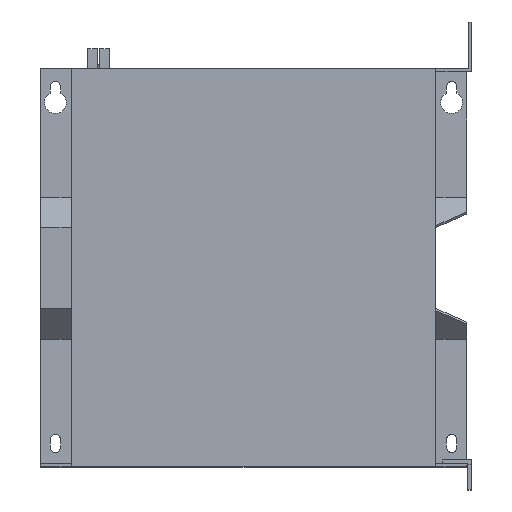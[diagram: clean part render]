
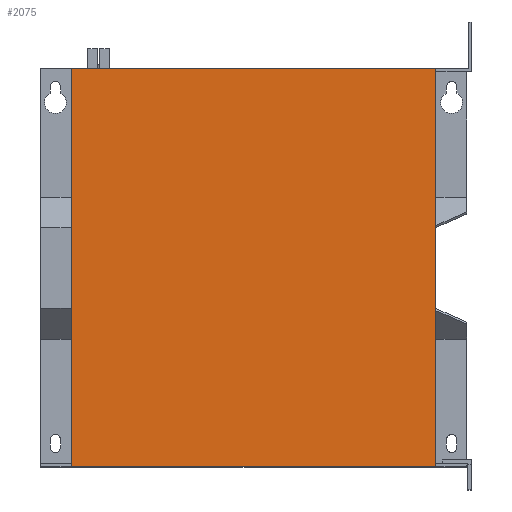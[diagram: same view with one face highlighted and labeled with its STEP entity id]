
A CAD part, top view. The second image highlights one B-rep face of the part: STEP entity #2075.
In plain terms, the highlighted planar face has unit normal (0, 0, 1).
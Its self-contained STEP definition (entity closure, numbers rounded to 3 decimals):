
#146 = CARTESIAN_POINT ( 'NONE',  ( -92., -100.5, 60.25 ) ) ;
#242 = VERTEX_POINT ( 'NONE', #1917 ) ;
#277 = VERTEX_POINT ( 'NONE', #3697 ) ;
#319 = CARTESIAN_POINT ( 'NONE',  ( 92., -100.5, 60.25 ) ) ;
#439 = PLANE ( 'NONE',  #4119 ) ;
#487 = DIRECTION ( 'NONE',  ( 0., -1., 0. ) ) ;
#735 = VECTOR ( 'NONE', #487, 1000. ) ;
#872 = ORIENTED_EDGE ( 'NONE', *, *, #2898, .T. ) ;
#1462 = DIRECTION ( 'NONE',  ( 0., -1., 0. ) ) ;
#1689 = ORIENTED_EDGE ( 'NONE', *, *, #3395, .T. ) ;
#1691 = LINE ( 'NONE', #4002, #2068 ) ;
#1799 = CARTESIAN_POINT ( 'NONE',  ( 92., 100.5, 60.25 ) ) ;
#1874 = EDGE_CURVE ( 'NONE', #7120, #3240, #7050, .T. ) ;
#1898 = DIRECTION ( 'NONE',  ( -1., 0., 0. ) ) ;
#1917 = CARTESIAN_POINT ( 'NONE',  ( -92., 100.5, 60.25 ) ) ;
#2068 = VECTOR ( 'NONE', #1462, 1000. ) ;
#2075 = ADVANCED_FACE ( 'NONE', ( #3243 ), #439, .F. ) ;
#2220 = EDGE_CURVE ( 'NONE', #277, #7120, #5856, .T. ) ;
#2898 = EDGE_CURVE ( 'NONE', #277, #242, #3191, .T. ) ;
#3015 = VECTOR ( 'NONE', #1898, 1000. ) ;
#3191 = LINE ( 'NONE', #1799, #3015 ) ;
#3240 = VERTEX_POINT ( 'NONE', #146 ) ;
#3243 = FACE_OUTER_BOUND ( 'NONE', #6095, .T. ) ;
#3395 = EDGE_CURVE ( 'NONE', #242, #3240, #1691, .T. ) ;
#3697 = CARTESIAN_POINT ( 'NONE',  ( 92., 100.5, 60.25 ) ) ;
#4002 = CARTESIAN_POINT ( 'NONE',  ( -92., 100.5, 60.25 ) ) ;
#4119 = AXIS2_PLACEMENT_3D ( 'NONE', #5034, #6282, #5713 ) ;
#5034 = CARTESIAN_POINT ( 'NONE',  ( 92., 100.5, 60.25 ) ) ;
#5103 = VECTOR ( 'NONE', #5641, 1000. ) ;
#5641 = DIRECTION ( 'NONE',  ( -1., 0., 0. ) ) ;
#5713 = DIRECTION ( 'NONE',  ( 0., 1., 0. ) ) ;
#5856 = LINE ( 'NONE', #6365, #735 ) ;
#6095 = EDGE_LOOP ( 'NONE', ( #1689, #7633, #6386, #872 ) ) ;
#6282 = DIRECTION ( 'NONE',  ( 0., 0., -1. ) ) ;
#6365 = CARTESIAN_POINT ( 'NONE',  ( 92., 100.5, 60.25 ) ) ;
#6386 = ORIENTED_EDGE ( 'NONE', *, *, #2220, .F. ) ;
#6548 = CARTESIAN_POINT ( 'NONE',  ( 92., -100.5, 60.25 ) ) ;
#7050 = LINE ( 'NONE', #319, #5103 ) ;
#7120 = VERTEX_POINT ( 'NONE', #6548 ) ;
#7633 = ORIENTED_EDGE ( 'NONE', *, *, #1874, .F. ) ;
